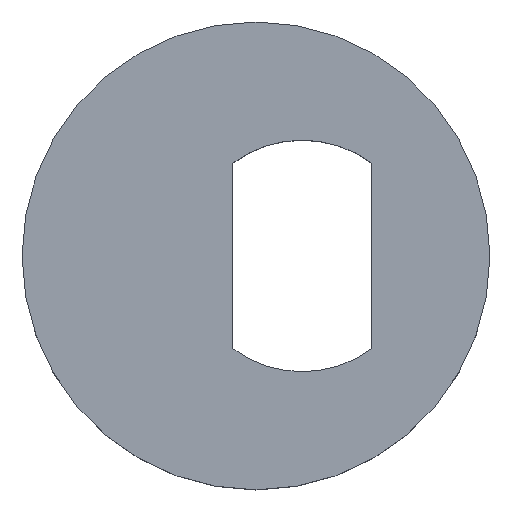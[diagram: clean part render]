
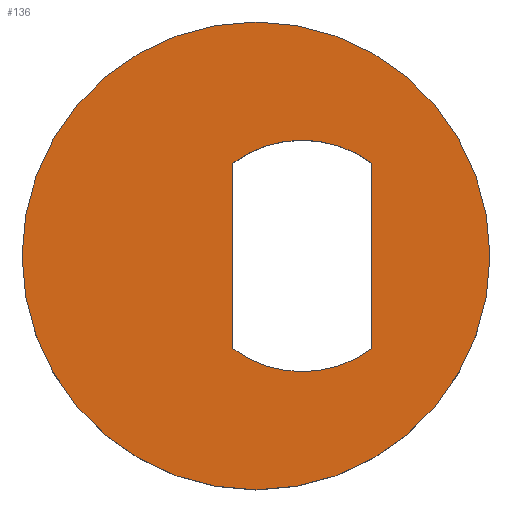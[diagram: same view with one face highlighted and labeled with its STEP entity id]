
A CAD part, top view. The second image highlights one B-rep face of the part: STEP entity #136.
In plain terms, the highlighted planar face has unit normal (0, 0, 1).
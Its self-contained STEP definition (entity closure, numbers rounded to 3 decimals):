
#65 = VERTEX_POINT('',#66);
#66 = CARTESIAN_POINT('',(4.05,0.,2.));
#72 = EDGE_CURVE('',#65,#65,#73,.T.);
#73 = CIRCLE('',#74,5.05);
#74 = AXIS2_PLACEMENT_3D('',#75,#76,#77);
#75 = CARTESIAN_POINT('',(-1.,0.,2.));
#76 = DIRECTION('',(0.,0.,1.));
#77 = DIRECTION('',(1.,0.,0.));
#136 = ADVANCED_FACE('',(#137,#140),#176,.T.);
#137 = FACE_BOUND('',#138,.T.);
#138 = EDGE_LOOP('',(#139));
#139 = ORIENTED_EDGE('',*,*,#72,.T.);
#140 = FACE_BOUND('',#141,.T.);
#141 = EDGE_LOOP('',(#142,#153,#161,#170));
#142 = ORIENTED_EDGE('',*,*,#143,.F.);
#143 = EDGE_CURVE('',#144,#146,#148,.T.);
#144 = VERTEX_POINT('',#145);
#145 = CARTESIAN_POINT('',(1.5,2.,2.));
#146 = VERTEX_POINT('',#147);
#147 = CARTESIAN_POINT('',(-1.5,2.,2.));
#148 = CIRCLE('',#149,2.5);
#149 = AXIS2_PLACEMENT_3D('',#150,#151,#152);
#150 = CARTESIAN_POINT('',(0.,0.,2.));
#151 = DIRECTION('',(0.,0.,1.));
#152 = DIRECTION('',(1.,0.,0.));
#153 = ORIENTED_EDGE('',*,*,#154,.T.);
#154 = EDGE_CURVE('',#144,#155,#157,.T.);
#155 = VERTEX_POINT('',#156);
#156 = CARTESIAN_POINT('',(1.5,-2.,2.));
#157 = LINE('',#158,#159);
#158 = CARTESIAN_POINT('',(1.5,2.,2.));
#159 = VECTOR('',#160,1.);
#160 = DIRECTION('',(0.,-1.,0.));
#161 = ORIENTED_EDGE('',*,*,#162,.F.);
#162 = EDGE_CURVE('',#163,#155,#165,.T.);
#163 = VERTEX_POINT('',#164);
#164 = CARTESIAN_POINT('',(-1.5,-2.,2.));
#165 = CIRCLE('',#166,2.5);
#166 = AXIS2_PLACEMENT_3D('',#167,#168,#169);
#167 = CARTESIAN_POINT('',(0.,0.,2.));
#168 = DIRECTION('',(0.,0.,1.));
#169 = DIRECTION('',(1.,0.,0.));
#170 = ORIENTED_EDGE('',*,*,#171,.T.);
#171 = EDGE_CURVE('',#163,#146,#172,.T.);
#172 = LINE('',#173,#174);
#173 = CARTESIAN_POINT('',(-1.5,-2.,2.));
#174 = VECTOR('',#175,1.);
#175 = DIRECTION('',(0.,1.,0.));
#176 = PLANE('',#177);
#177 = AXIS2_PLACEMENT_3D('',#178,#179,#180);
#178 = CARTESIAN_POINT('',(-1.,0.,2.));
#179 = DIRECTION('',(0.,0.,1.));
#180 = DIRECTION('',(1.,0.,0.));
